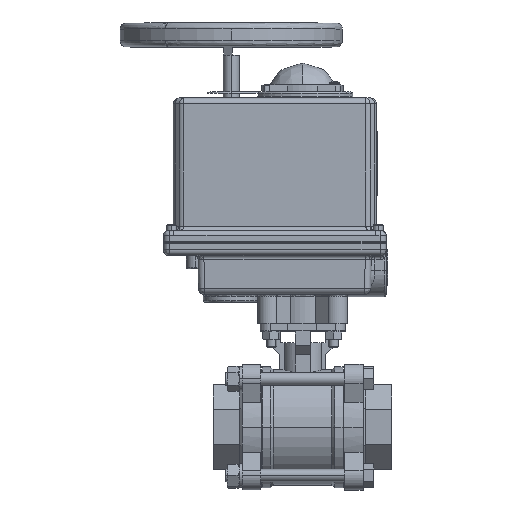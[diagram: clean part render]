
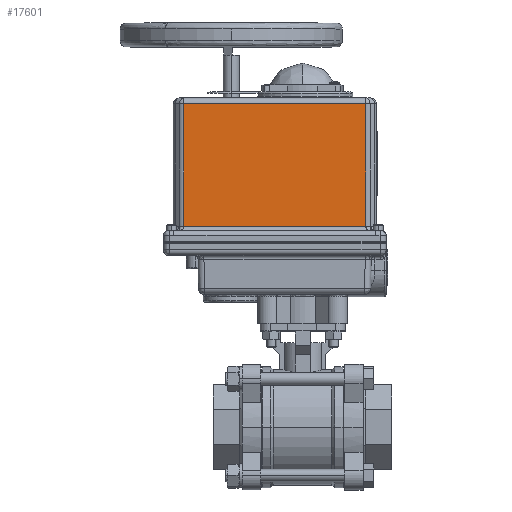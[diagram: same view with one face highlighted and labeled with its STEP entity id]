
A CAD part, top view. The second image highlights one B-rep face of the part: STEP entity #17601.
In plain terms, the highlighted planar face has unit normal (0, 0, 1).
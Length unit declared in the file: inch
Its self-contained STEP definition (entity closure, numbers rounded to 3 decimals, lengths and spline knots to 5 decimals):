
#1176 = ORIENTED_EDGE ( 'NONE', *, *, #8438, .F. ) ;
#2283 = ORIENTED_EDGE ( 'NONE', *, *, #14223, .F. ) ;
#2709 = DIRECTION ( 'NONE',  ( -1., 0., 0. ) ) ;
#4112 = VERTEX_POINT ( 'NONE', #39584 ) ;
#5815 = CARTESIAN_POINT ( 'NONE',  ( 2.90679, 5.45748, 2.065 ) ) ;
#7740 = LINE ( 'NONE', #16361, #16635 ) ;
#8124 = EDGE_CURVE ( 'NONE', #28484, #12165, #34120, .T. ) ;
#8426 = AXIS2_PLACEMENT_3D ( 'NONE', #39686, #22875, #2709 ) ;
#8435 = CARTESIAN_POINT ( 'NONE',  ( -3.14554, 9.29998, 2.065 ) ) ;
#8438 = EDGE_CURVE ( 'NONE', #4112, #12165, #7740, .T. ) ;
#12146 = CARTESIAN_POINT ( 'NONE',  ( 2.57913, 5.45748, 2.065 ) ) ;
#12165 = VERTEX_POINT ( 'NONE', #12146 ) ;
#12638 = VECTOR ( 'NONE', #42366, 39.37008 ) ;
#13666 = LINE ( 'NONE', #38950, #12638 ) ;
#14223 = EDGE_CURVE ( 'NONE', #42305, #4112, #13666, .T. ) ;
#16135 = VECTOR ( 'NONE', #29375, 39.37008 ) ;
#16212 = EDGE_CURVE ( 'NONE', #28484, #42305, #16688, .T. ) ;
#16361 = CARTESIAN_POINT ( 'NONE',  ( 2.57913, 9.48748, 2.065 ) ) ;
#16635 = VECTOR ( 'NONE', #40002, 39.37008 ) ;
#16688 = LINE ( 'NONE', #36574, #33617 ) ;
#17601 = ADVANCED_FACE ( 'NONE', ( #40624 ), #43128, .F. ) ;
#19615 = CARTESIAN_POINT ( 'NONE',  ( -3.14554, 5.45748, 2.065 ) ) ;
#19759 = DIRECTION ( 'NONE',  ( 0., 1., 0. ) ) ;
#22875 = DIRECTION ( 'NONE',  ( 0., 0., -1. ) ) ;
#27004 = ORIENTED_EDGE ( 'NONE', *, *, #16212, .F. ) ;
#28484 = VERTEX_POINT ( 'NONE', #19615 ) ;
#28555 = EDGE_LOOP ( 'NONE', ( #1176, #2283, #27004, #39015 ) ) ;
#29375 = DIRECTION ( 'NONE',  ( 1., 0., 0. ) ) ;
#33617 = VECTOR ( 'NONE', #19759, 39.37008 ) ;
#34120 = LINE ( 'NONE', #5815, #16135 ) ;
#36574 = CARTESIAN_POINT ( 'NONE',  ( -3.14554, 9.48748, 2.065 ) ) ;
#38950 = CARTESIAN_POINT ( 'NONE',  ( 2.90679, 9.29998, 2.065 ) ) ;
#39015 = ORIENTED_EDGE ( 'NONE', *, *, #8124, .T. ) ;
#39584 = CARTESIAN_POINT ( 'NONE',  ( 2.57913, 9.29998, 2.065 ) ) ;
#39686 = CARTESIAN_POINT ( 'NONE',  ( 2.90679, 9.48748, 2.065 ) ) ;
#40002 = DIRECTION ( 'NONE',  ( 0., -1., 0. ) ) ;
#40624 = FACE_OUTER_BOUND ( 'NONE', #28555, .T. ) ;
#42305 = VERTEX_POINT ( 'NONE', #8435 ) ;
#42366 = DIRECTION ( 'NONE',  ( 1., 0., 0. ) ) ;
#43128 = PLANE ( 'NONE',  #8426 ) ;
